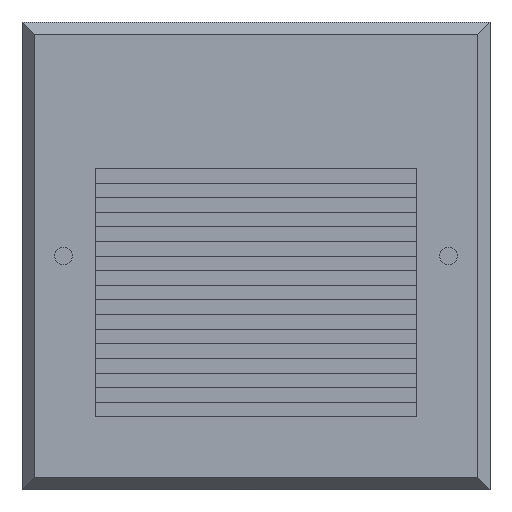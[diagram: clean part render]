
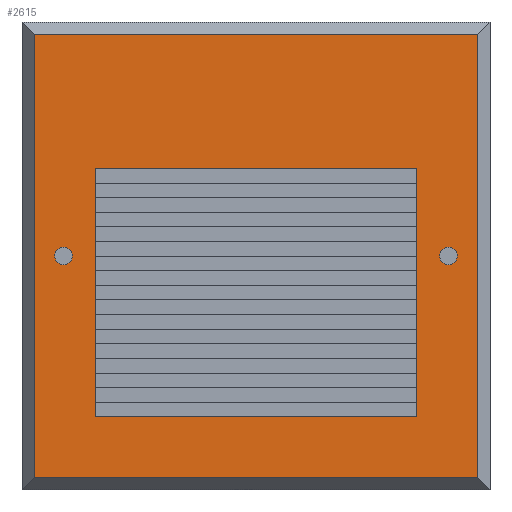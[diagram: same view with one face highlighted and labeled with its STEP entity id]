
A CAD part, top view. The second image highlights one B-rep face of the part: STEP entity #2615.
In plain terms, the highlighted planar face has unit normal (0, 0, 1).
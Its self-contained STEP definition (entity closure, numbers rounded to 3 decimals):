
#58 = VECTOR ( 'NONE', #157, 1000. ) ;
#79 = CARTESIAN_POINT ( 'NONE',  ( 65.805, 0., 5. ) ) ;
#134 = CARTESIAN_POINT ( 'NONE',  ( 68.805, 0., 5. ) ) ;
#135 = EDGE_CURVE ( 'NONE', #1589, #2329, #1192, .T. ) ;
#157 = DIRECTION ( 'NONE',  ( 0., 1., 0. ) ) ;
#184 = DIRECTION ( 'NONE',  ( 1., 0., 0. ) ) ;
#208 = DIRECTION ( 'NONE',  ( 0., 1., 0. ) ) ;
#241 = VERTEX_POINT ( 'NONE', #2009 ) ;
#259 = LINE ( 'NONE', #359, #1313 ) ;
#287 = CARTESIAN_POINT ( 'NONE',  ( 75.805, 75.805, 5. ) ) ;
#288 = EDGE_CURVE ( 'NONE', #864, #2669, #2087, .T. ) ;
#305 = FACE_BOUND ( 'NONE', #2129, .T. ) ;
#330 = DIRECTION ( 'NONE',  ( 1., 0., 0. ) ) ;
#333 = DIRECTION ( 'NONE',  ( 0., -1., 0. ) ) ;
#347 = CARTESIAN_POINT ( 'NONE',  ( -55., -55., 5. ) ) ;
#359 = CARTESIAN_POINT ( 'NONE',  ( -55., 30., 5. ) ) ;
#394 = ORIENTED_EDGE ( 'NONE', *, *, #135, .F. ) ;
#487 = VERTEX_POINT ( 'NONE', #860 ) ;
#492 = ORIENTED_EDGE ( 'NONE', *, *, #1339, .T. ) ;
#531 = CARTESIAN_POINT ( 'NONE',  ( -75.805, 75.805, 5. ) ) ;
#546 = EDGE_CURVE ( 'NONE', #241, #487, #2298, .T. ) ;
#592 = ORIENTED_EDGE ( 'NONE', *, *, #863, .F. ) ;
#607 = DIRECTION ( 'NONE',  ( -1., 0., 0. ) ) ;
#617 = EDGE_CURVE ( 'NONE', #1419, #2312, #1508, .T. ) ;
#629 = DIRECTION ( 'NONE',  ( 0., 0., 1. ) ) ;
#646 = CARTESIAN_POINT ( 'NONE',  ( -55., -55., 5. ) ) ;
#705 = CARTESIAN_POINT ( 'NONE',  ( 55., 30., 5. ) ) ;
#792 = AXIS2_PLACEMENT_3D ( 'NONE', #79, #1818, #330 ) ;
#818 = PLANE ( 'NONE',  #2535 ) ;
#841 = VECTOR ( 'NONE', #208, 1000. ) ;
#860 = CARTESIAN_POINT ( 'NONE',  ( -62.805, 0., 5. ) ) ;
#863 = EDGE_CURVE ( 'NONE', #487, #241, #1862, .T. ) ;
#864 = VERTEX_POINT ( 'NONE', #531 ) ;
#900 = DIRECTION ( 'NONE',  ( -1., 0., 0. ) ) ;
#936 = DIRECTION ( 'NONE',  ( 1., 0., 0. ) ) ;
#1012 = VECTOR ( 'NONE', #900, 1000. ) ;
#1041 = DIRECTION ( 'NONE',  ( 0., 0., 1. ) ) ;
#1052 = EDGE_CURVE ( 'NONE', #1923, #1419, #1822, .T. ) ;
#1192 = CIRCLE ( 'NONE', #792, 3. ) ;
#1204 = DIRECTION ( 'NONE',  ( 0., 0., 1. ) ) ;
#1216 = CARTESIAN_POINT ( 'NONE',  ( 62.805, 0., 5. ) ) ;
#1218 = CARTESIAN_POINT ( 'NONE',  ( 55., -55., 5. ) ) ;
#1243 = VERTEX_POINT ( 'NONE', #2896 ) ;
#1274 = ORIENTED_EDGE ( 'NONE', *, *, #1490, .F. ) ;
#1303 = LINE ( 'NONE', #1409, #58 ) ;
#1313 = VECTOR ( 'NONE', #607, 1000. ) ;
#1322 = CARTESIAN_POINT ( 'NONE',  ( 0., 0., 5. ) ) ;
#1339 = EDGE_CURVE ( 'NONE', #2669, #2638, #1806, .T. ) ;
#1371 = AXIS2_PLACEMENT_3D ( 'NONE', #2510, #1041, #2742 ) ;
#1392 = EDGE_CURVE ( 'NONE', #1243, #1923, #2715, .T. ) ;
#1409 = CARTESIAN_POINT ( 'NONE',  ( 75.805, 0., 5. ) ) ;
#1419 = VERTEX_POINT ( 'NONE', #1218 ) ;
#1490 = EDGE_CURVE ( 'NONE', #2329, #1589, #1844, .T. ) ;
#1508 = LINE ( 'NONE', #1941, #841 ) ;
#1547 = FACE_BOUND ( 'NONE', #2352, .T. ) ;
#1563 = ORIENTED_EDGE ( 'NONE', *, *, #1821, .F. ) ;
#1570 = DIRECTION ( 'NONE',  ( -1., 0., 0. ) ) ;
#1589 = VERTEX_POINT ( 'NONE', #134 ) ;
#1597 = CARTESIAN_POINT ( 'NONE',  ( -75.805, 0., 5. ) ) ;
#1607 = ORIENTED_EDGE ( 'NONE', *, *, #546, .F. ) ;
#1656 = EDGE_CURVE ( 'NONE', #2638, #2893, #1303, .T. ) ;
#1685 = CARTESIAN_POINT ( 'NONE',  ( -65.805, 0., 5. ) ) ;
#1693 = CARTESIAN_POINT ( 'NONE',  ( -75.805, -75.805, 5. ) ) ;
#1698 = ORIENTED_EDGE ( 'NONE', *, *, #1392, .F. ) ;
#1737 = FACE_BOUND ( 'NONE', #1919, .T. ) ;
#1752 = VECTOR ( 'NONE', #3035, 1000. ) ;
#1806 = LINE ( 'NONE', #3112, #2294 ) ;
#1818 = DIRECTION ( 'NONE',  ( 0., 0., 1. ) ) ;
#1819 = CARTESIAN_POINT ( 'NONE',  ( -55., -55., 5. ) ) ;
#1821 = EDGE_CURVE ( 'NONE', #2312, #1243, #259, .T. ) ;
#1822 = LINE ( 'NONE', #347, #1752 ) ;
#1826 = DIRECTION ( 'NONE',  ( 0., -1., 0. ) ) ;
#1830 = ORIENTED_EDGE ( 'NONE', *, *, #288, .T. ) ;
#1844 = CIRCLE ( 'NONE', #2766, 3. ) ;
#1862 = CIRCLE ( 'NONE', #1371, 3. ) ;
#1919 = EDGE_LOOP ( 'NONE', ( #394, #1274 ) ) ;
#1923 = VERTEX_POINT ( 'NONE', #646 ) ;
#1927 = EDGE_CURVE ( 'NONE', #2893, #864, #2301, .T. ) ;
#1941 = CARTESIAN_POINT ( 'NONE',  ( 55., -55., 5. ) ) ;
#1942 = ORIENTED_EDGE ( 'NONE', *, *, #1927, .T. ) ;
#2009 = CARTESIAN_POINT ( 'NONE',  ( -68.805, 0., 5. ) ) ;
#2087 = LINE ( 'NONE', #1597, #2926 ) ;
#2097 = CARTESIAN_POINT ( 'NONE',  ( 65.805, 0., 5. ) ) ;
#2129 = EDGE_LOOP ( 'NONE', ( #592, #1607 ) ) ;
#2151 = VECTOR ( 'NONE', #333, 1000. ) ;
#2208 = FACE_OUTER_BOUND ( 'NONE', #2811, .T. ) ;
#2289 = ORIENTED_EDGE ( 'NONE', *, *, #617, .F. ) ;
#2294 = VECTOR ( 'NONE', #184, 1000. ) ;
#2298 = CIRCLE ( 'NONE', #2746, 3. ) ;
#2301 = LINE ( 'NONE', #2832, #1012 ) ;
#2312 = VERTEX_POINT ( 'NONE', #705 ) ;
#2329 = VERTEX_POINT ( 'NONE', #1216 ) ;
#2350 = DIRECTION ( 'NONE',  ( 1., 0., 0. ) ) ;
#2352 = EDGE_LOOP ( 'NONE', ( #2289, #2359, #1698, #1563 ) ) ;
#2359 = ORIENTED_EDGE ( 'NONE', *, *, #1052, .F. ) ;
#2510 = CARTESIAN_POINT ( 'NONE',  ( -65.805, 0., 5. ) ) ;
#2535 = AXIS2_PLACEMENT_3D ( 'NONE', #1322, #3008, #1570 ) ;
#2615 = ADVANCED_FACE ( 'NONE', ( #1737, #305, #2208, #1547 ), #818, .F. ) ;
#2638 = VERTEX_POINT ( 'NONE', #3138 ) ;
#2669 = VERTEX_POINT ( 'NONE', #1693 ) ;
#2715 = LINE ( 'NONE', #1819, #2151 ) ;
#2738 = ORIENTED_EDGE ( 'NONE', *, *, #1656, .T. ) ;
#2742 = DIRECTION ( 'NONE',  ( 1., 0., 0. ) ) ;
#2746 = AXIS2_PLACEMENT_3D ( 'NONE', #1685, #1204, #936 ) ;
#2766 = AXIS2_PLACEMENT_3D ( 'NONE', #2097, #629, #2350 ) ;
#2811 = EDGE_LOOP ( 'NONE', ( #492, #2738, #1942, #1830 ) ) ;
#2832 = CARTESIAN_POINT ( 'NONE',  ( 0., 75.805, 5. ) ) ;
#2893 = VERTEX_POINT ( 'NONE', #287 ) ;
#2896 = CARTESIAN_POINT ( 'NONE',  ( -55., 30., 5. ) ) ;
#2926 = VECTOR ( 'NONE', #1826, 1000. ) ;
#3008 = DIRECTION ( 'NONE',  ( 0., 0., -1. ) ) ;
#3035 = DIRECTION ( 'NONE',  ( 1., 0., 0. ) ) ;
#3112 = CARTESIAN_POINT ( 'NONE',  ( 0., -75.805, 5. ) ) ;
#3138 = CARTESIAN_POINT ( 'NONE',  ( 75.805, -75.805, 5. ) ) ;
